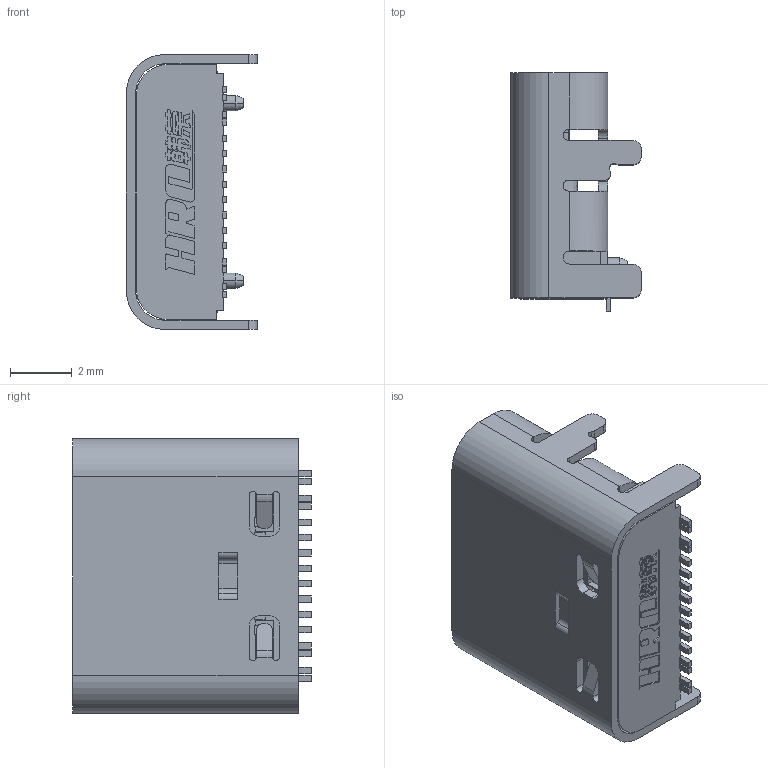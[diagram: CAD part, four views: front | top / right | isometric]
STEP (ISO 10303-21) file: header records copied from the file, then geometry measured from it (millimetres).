
FILE_DESCRIPTION (( 'STEP AP214' ), '1' );
FILE_NAME ('1666DFE2-73C4-4FFB-8665-55C20BC52A9C.STEP', '2025-06-24T05:49:59', ( '' ), ( '' ), 'SwSTEP 2.0', 'SolidWorks 2022', '' );
FILE_SCHEMA (( 'AUTOMOTIVE_DESIGN' ));
Length unit declared in the file: millimetre
Products named in the file (1): 1666DFE2-73C4-4FFB-8665-55C20BC52A9C
Bounding box: 4.26 x 7.75 x 8.94 mm (x, y, z)
Volume: 112.8 mm3; surface area: 515.6 mm2
Topology: 1 solids, 1 shells, 784 faces, 2220 edges, 1460 vertices
Faces by surface type: bspline 784
Entity records: 26254 total; most frequent: CARTESIAN_POINT 7889, ORIENTED_EDGE 4440, DIRECTION 2682, EDGE_CURVE 2220, LINE 1720, VECTOR 1720, VERTEX_POINT 1460, EDGE_LOOP 842
